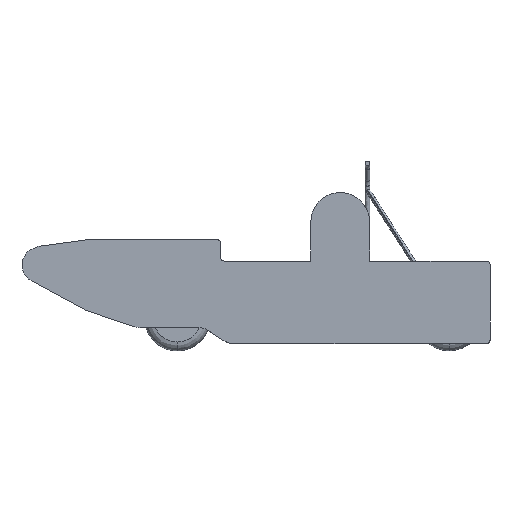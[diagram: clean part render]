
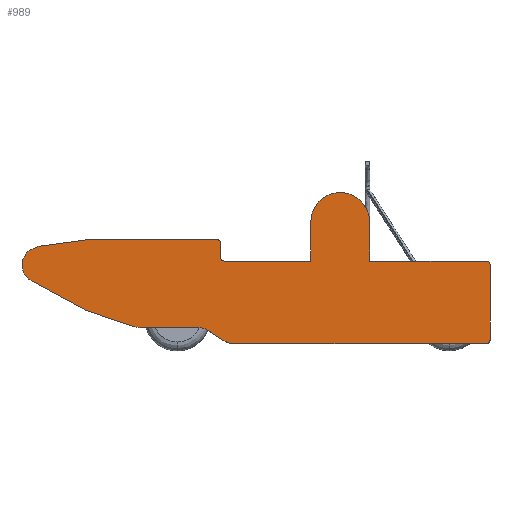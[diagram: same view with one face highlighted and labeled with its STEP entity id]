
A CAD part, front view. The second image highlights one B-rep face of the part: STEP entity #989.
In plain terms, the highlighted planar face has unit normal (0, -1, 0).
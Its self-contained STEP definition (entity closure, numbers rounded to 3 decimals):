
#774=CARTESIAN_POINT('Axis2P3D Location',(-510.,0.,0.)) ;
#779=CARTESIAN_POINT('Line Origine',(-371.611,0.,173.696)) ;
#783=CARTESIAN_POINT('Vertex',(-241.519,0.,130.168)) ;
#785=CARTESIAN_POINT('Vertex',(-501.703,0.,217.224)) ;
#788=CARTESIAN_POINT('Axis2P3D Location',(-209.789,0.,225.)) ;
#792=CARTESIAN_POINT('Vertex',(-209.789,0.,125.)) ;
#795=CARTESIAN_POINT('Line Origine',(-44.357,0.,125.)) ;
#799=CARTESIAN_POINT('Vertex',(121.074,0.,125.)) ;
#802=CARTESIAN_POINT('Axis2P3D Location',(121.074,0.,25.)) ;
#806=CARTESIAN_POINT('Vertex',(176.318,0.,108.355)) ;
#809=CARTESIAN_POINT('Line Origine',(219.102,0.,80.)) ;
#813=CARTESIAN_POINT('Vertex',(261.887,0.,51.645)) ;
#816=CARTESIAN_POINT('Axis2P3D Location',(317.13,0.,135.)) ;
#820=CARTESIAN_POINT('Vertex',(317.13,0.,35.)) ;
#823=CARTESIAN_POINT('Line Origine',(1028.211,0.,35.)) ;
#827=CARTESIAN_POINT('Vertex',(1739.291,0.,35.)) ;
#830=CARTESIAN_POINT('Axis2P3D Location',(1739.291,0.,55.)) ;
#834=CARTESIAN_POINT('Vertex',(1759.291,0.,55.)) ;
#837=CARTESIAN_POINT('Line Origine',(1759.291,0.,267.5)) ;
#841=CARTESIAN_POINT('Vertex',(1759.291,0.,480.)) ;
#844=CARTESIAN_POINT('Axis2P3D Location',(1739.291,0.,480.)) ;
#848=CARTESIAN_POINT('Vertex',(1739.291,0.,500.)) ;
#851=CARTESIAN_POINT('Line Origine',(1410.306,0.,500.)) ;
#855=CARTESIAN_POINT('Vertex',(1081.321,0.,500.)) ;
#858=CARTESIAN_POINT('Line Origine',(1081.321,0.,610.173)) ;
#862=CARTESIAN_POINT('Vertex',(1081.321,0.,720.346)) ;
#865=CARTESIAN_POINT('Axis2P3D Location',(916.321,0.,720.346)) ;
#869=CARTESIAN_POINT('Vertex',(751.321,0.,720.346)) ;
#872=CARTESIAN_POINT('Line Origine',(751.321,0.,610.173)) ;
#876=CARTESIAN_POINT('Vertex',(751.321,0.,500.)) ;
#879=CARTESIAN_POINT('Line Origine',(507.176,0.,500.)) ;
#883=CARTESIAN_POINT('Vertex',(263.03,0.,500.)) ;
#886=CARTESIAN_POINT('Axis2P3D Location',(263.03,0.,520.)) ;
#890=CARTESIAN_POINT('Vertex',(243.03,0.,520.)) ;
#893=CARTESIAN_POINT('Line Origine',(243.03,0.,560.)) ;
#897=CARTESIAN_POINT('Vertex',(243.03,0.,600.)) ;
#900=CARTESIAN_POINT('Axis2P3D Location',(223.03,0.,600.)) ;
#904=CARTESIAN_POINT('Vertex',(223.03,0.,620.)) ;
#907=CARTESIAN_POINT('Line Origine',(-139.91,0.,620.)) ;
#911=CARTESIAN_POINT('Vertex',(-502.849,0.,620.)) ;
#914=CARTESIAN_POINT('Axis2P3D Location',(-502.849,0.,600.)) ;
#918=CARTESIAN_POINT('Vertex',(-505.511,0.,619.822)) ;
#921=CARTESIAN_POINT('Line Origine',(-507.751,0.,619.521)) ;
#925=CARTESIAN_POINT('Vertex',(-509.992,0.,619.221)) ;
#928=CARTESIAN_POINT('Line Origine',(-643.84,0.,601.251)) ;
#932=CARTESIAN_POINT('Vertex',(-777.689,0.,583.281)) ;
#935=CARTESIAN_POINT('Line Origine',(-794.239,0.,576.76)) ;
#939=CARTESIAN_POINT('Vertex',(-810.79,0.,570.238)) ;
#942=CARTESIAN_POINT('Axis2P3D Location',(-774.13,0.,477.2)) ;
#946=CARTESIAN_POINT('Vertex',(-821.846,0.,389.319)) ;
#949=CARTESIAN_POINT('Line Origine',(-669.767,0.,306.747)) ;
#953=CARTESIAN_POINT('Vertex',(-517.689,0.,224.175)) ;
#956=CARTESIAN_POINT('Axis2P3D Location',(-469.973,0.,312.056)) ;
#775=DIRECTION('Axis2P3D Direction',(0.,-1.,0.)) ;
#776=DIRECTION('Axis2P3D XDirection',(1.,0.,0.)) ;
#780=DIRECTION('Vector Direction',(-0.948,0.,0.317)) ;
#789=DIRECTION('Axis2P3D Direction',(0.,-1.,0.)) ;
#796=DIRECTION('Vector Direction',(-1.,0.,0.)) ;
#803=DIRECTION('Axis2P3D Direction',(0.,-1.,0.)) ;
#810=DIRECTION('Vector Direction',(-0.834,0.,0.552)) ;
#817=DIRECTION('Axis2P3D Direction',(0.,-1.,0.)) ;
#824=DIRECTION('Vector Direction',(1.,0.,0.)) ;
#831=DIRECTION('Axis2P3D Direction',(0.,-1.,0.)) ;
#838=DIRECTION('Vector Direction',(0.,0.,1.)) ;
#845=DIRECTION('Axis2P3D Direction',(0.,-1.,0.)) ;
#852=DIRECTION('Vector Direction',(1.,0.,0.)) ;
#859=DIRECTION('Vector Direction',(0.,0.,-1.)) ;
#866=DIRECTION('Axis2P3D Direction',(0.,-1.,0.)) ;
#873=DIRECTION('Vector Direction',(0.,0.,-1.)) ;
#880=DIRECTION('Vector Direction',(1.,0.,0.)) ;
#887=DIRECTION('Axis2P3D Direction',(0.,-1.,0.)) ;
#894=DIRECTION('Vector Direction',(0.,0.,-1.)) ;
#901=DIRECTION('Axis2P3D Direction',(0.,-1.,0.)) ;
#908=DIRECTION('Vector Direction',(1.,0.,0.)) ;
#915=DIRECTION('Axis2P3D Direction',(0.,-1.,0.)) ;
#922=DIRECTION('Vector Direction',(0.991,0.,0.133)) ;
#929=DIRECTION('Vector Direction',(0.991,0.,0.133)) ;
#936=DIRECTION('Vector Direction',(0.93,0.,0.367)) ;
#943=DIRECTION('Axis2P3D Direction',(0.,-1.,0.)) ;
#950=DIRECTION('Vector Direction',(0.879,0.,-0.477)) ;
#957=DIRECTION('Axis2P3D Direction',(0.,-1.,0.)) ;
#777=AXIS2_PLACEMENT_3D('Plane Axis2P3D',#774,#775,#776) ;
#790=AXIS2_PLACEMENT_3D('Circle Axis2P3D',#788,#789,$) ;
#804=AXIS2_PLACEMENT_3D('Circle Axis2P3D',#802,#803,$) ;
#818=AXIS2_PLACEMENT_3D('Circle Axis2P3D',#816,#817,$) ;
#832=AXIS2_PLACEMENT_3D('Circle Axis2P3D',#830,#831,$) ;
#846=AXIS2_PLACEMENT_3D('Circle Axis2P3D',#844,#845,$) ;
#867=AXIS2_PLACEMENT_3D('Circle Axis2P3D',#865,#866,$) ;
#888=AXIS2_PLACEMENT_3D('Circle Axis2P3D',#886,#887,$) ;
#902=AXIS2_PLACEMENT_3D('Circle Axis2P3D',#900,#901,$) ;
#916=AXIS2_PLACEMENT_3D('Circle Axis2P3D',#914,#915,$) ;
#944=AXIS2_PLACEMENT_3D('Circle Axis2P3D',#942,#943,$) ;
#958=AXIS2_PLACEMENT_3D('Circle Axis2P3D',#956,#957,$) ;
#962=ORIENTED_EDGE('',*,*,#787,.F.) ;
#963=ORIENTED_EDGE('',*,*,#794,.F.) ;
#964=ORIENTED_EDGE('',*,*,#801,.F.) ;
#965=ORIENTED_EDGE('',*,*,#808,.T.) ;
#966=ORIENTED_EDGE('',*,*,#815,.F.) ;
#967=ORIENTED_EDGE('',*,*,#822,.F.) ;
#968=ORIENTED_EDGE('',*,*,#829,.T.) ;
#969=ORIENTED_EDGE('',*,*,#836,.F.) ;
#970=ORIENTED_EDGE('',*,*,#843,.T.) ;
#971=ORIENTED_EDGE('',*,*,#850,.F.) ;
#972=ORIENTED_EDGE('',*,*,#857,.F.) ;
#973=ORIENTED_EDGE('',*,*,#864,.F.) ;
#974=ORIENTED_EDGE('',*,*,#871,.F.) ;
#975=ORIENTED_EDGE('',*,*,#878,.F.) ;
#976=ORIENTED_EDGE('',*,*,#885,.F.) ;
#977=ORIENTED_EDGE('',*,*,#892,.T.) ;
#978=ORIENTED_EDGE('',*,*,#899,.T.) ;
#979=ORIENTED_EDGE('',*,*,#906,.F.) ;
#980=ORIENTED_EDGE('',*,*,#913,.T.) ;
#981=ORIENTED_EDGE('',*,*,#920,.F.) ;
#982=ORIENTED_EDGE('',*,*,#927,.T.) ;
#983=ORIENTED_EDGE('',*,*,#934,.T.) ;
#984=ORIENTED_EDGE('',*,*,#941,.T.) ;
#985=ORIENTED_EDGE('',*,*,#948,.F.) ;
#986=ORIENTED_EDGE('',*,*,#955,.T.) ;
#987=ORIENTED_EDGE('',*,*,#960,.F.) ;
#781=VECTOR('Line Direction',#780,1.) ;
#797=VECTOR('Line Direction',#796,1.) ;
#811=VECTOR('Line Direction',#810,1.) ;
#825=VECTOR('Line Direction',#824,1.) ;
#839=VECTOR('Line Direction',#838,1.) ;
#853=VECTOR('Line Direction',#852,1.) ;
#860=VECTOR('Line Direction',#859,1.) ;
#874=VECTOR('Line Direction',#873,1.) ;
#881=VECTOR('Line Direction',#880,1.) ;
#895=VECTOR('Line Direction',#894,1.) ;
#909=VECTOR('Line Direction',#908,1.) ;
#923=VECTOR('Line Direction',#922,1.) ;
#930=VECTOR('Line Direction',#929,1.) ;
#937=VECTOR('Line Direction',#936,1.) ;
#951=VECTOR('Line Direction',#950,1.) ;
#989=ADVANCED_FACE('PartBody',(#988),#778,.T.) ;
#791=CIRCLE('generated circle',#790,100.) ;
#805=CIRCLE('generated circle',#804,100.) ;
#819=CIRCLE('generated circle',#818,100.) ;
#833=CIRCLE('generated circle',#832,20.) ;
#847=CIRCLE('generated circle',#846,20.) ;
#868=CIRCLE('generated circle',#867,165.) ;
#889=CIRCLE('generated circle',#888,20.) ;
#903=CIRCLE('generated circle',#902,20.) ;
#917=CIRCLE('generated circle',#916,20.) ;
#945=CIRCLE('generated circle',#944,100.) ;
#959=CIRCLE('generated circle',#958,100.) ;
#787=EDGE_CURVE('',#784,#786,#782,.T.) ;
#794=EDGE_CURVE('',#793,#784,#791,.F.) ;
#801=EDGE_CURVE('',#800,#793,#798,.T.) ;
#808=EDGE_CURVE('',#800,#807,#805,.F.) ;
#815=EDGE_CURVE('',#814,#807,#812,.T.) ;
#822=EDGE_CURVE('',#821,#814,#819,.F.) ;
#829=EDGE_CURVE('',#821,#828,#826,.T.) ;
#836=EDGE_CURVE('',#835,#828,#833,.F.) ;
#843=EDGE_CURVE('',#835,#842,#840,.T.) ;
#850=EDGE_CURVE('',#849,#842,#847,.F.) ;
#857=EDGE_CURVE('',#856,#849,#854,.T.) ;
#864=EDGE_CURVE('',#863,#856,#861,.T.) ;
#871=EDGE_CURVE('',#870,#863,#868,.F.) ;
#878=EDGE_CURVE('',#877,#870,#875,.F.) ;
#885=EDGE_CURVE('',#884,#877,#882,.T.) ;
#892=EDGE_CURVE('',#884,#891,#889,.F.) ;
#899=EDGE_CURVE('',#891,#898,#896,.F.) ;
#906=EDGE_CURVE('',#905,#898,#903,.F.) ;
#913=EDGE_CURVE('',#905,#912,#910,.F.) ;
#920=EDGE_CURVE('',#919,#912,#917,.F.) ;
#927=EDGE_CURVE('',#919,#926,#924,.F.) ;
#934=EDGE_CURVE('',#926,#933,#931,.F.) ;
#941=EDGE_CURVE('',#933,#940,#938,.F.) ;
#948=EDGE_CURVE('',#947,#940,#945,.F.) ;
#955=EDGE_CURVE('',#947,#954,#952,.T.) ;
#960=EDGE_CURVE('',#786,#954,#959,.F.) ;
#961=EDGE_LOOP('',(#962,#963,#964,#965,#966,#967,#968,#969,#970,#971,#972,#973,#974,#975,#976,#977,#978,#979,#980,#981,#982,#983,#984,#985,#986,#987)) ;
#988=FACE_OUTER_BOUND('',#961,.T.) ;
#782=LINE('Line',#779,#781) ;
#798=LINE('Line',#795,#797) ;
#812=LINE('Line',#809,#811) ;
#826=LINE('Line',#823,#825) ;
#840=LINE('Line',#837,#839) ;
#854=LINE('Line',#851,#853) ;
#861=LINE('Line',#858,#860) ;
#875=LINE('Line',#872,#874) ;
#882=LINE('Line',#879,#881) ;
#896=LINE('Line',#893,#895) ;
#910=LINE('Line',#907,#909) ;
#924=LINE('Line',#921,#923) ;
#931=LINE('Line',#928,#930) ;
#938=LINE('Line',#935,#937) ;
#952=LINE('Line',#949,#951) ;
#778=PLANE('',#777) ;
#784=VERTEX_POINT('',#783) ;
#786=VERTEX_POINT('',#785) ;
#793=VERTEX_POINT('',#792) ;
#800=VERTEX_POINT('',#799) ;
#807=VERTEX_POINT('',#806) ;
#814=VERTEX_POINT('',#813) ;
#821=VERTEX_POINT('',#820) ;
#828=VERTEX_POINT('',#827) ;
#835=VERTEX_POINT('',#834) ;
#842=VERTEX_POINT('',#841) ;
#849=VERTEX_POINT('',#848) ;
#856=VERTEX_POINT('',#855) ;
#863=VERTEX_POINT('',#862) ;
#870=VERTEX_POINT('',#869) ;
#877=VERTEX_POINT('',#876) ;
#884=VERTEX_POINT('',#883) ;
#891=VERTEX_POINT('',#890) ;
#898=VERTEX_POINT('',#897) ;
#905=VERTEX_POINT('',#904) ;
#912=VERTEX_POINT('',#911) ;
#919=VERTEX_POINT('',#918) ;
#926=VERTEX_POINT('',#925) ;
#933=VERTEX_POINT('',#932) ;
#940=VERTEX_POINT('',#939) ;
#947=VERTEX_POINT('',#946) ;
#954=VERTEX_POINT('',#953) ;
